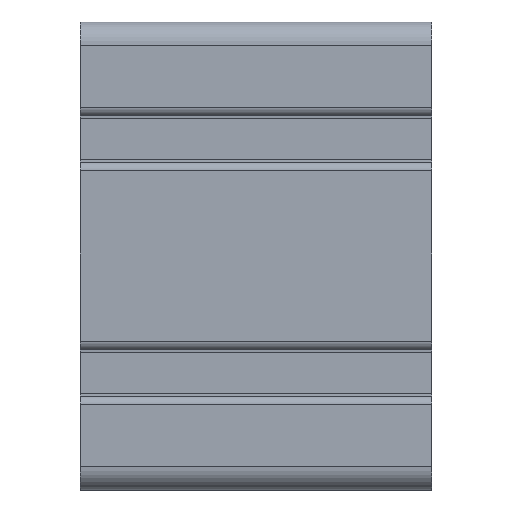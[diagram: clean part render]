
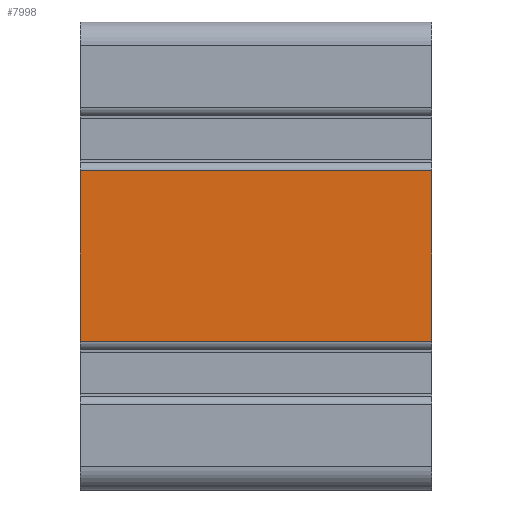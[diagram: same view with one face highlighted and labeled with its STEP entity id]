
A CAD part, left-side view. The second image highlights one B-rep face of the part: STEP entity #7998.
In plain terms, the highlighted planar face has unit normal (-1, 0, 0).
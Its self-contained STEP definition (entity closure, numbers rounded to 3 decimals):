
#406=FACE_OUTER_BOUND('',#832,.T.);
#832=EDGE_LOOP('',(#6193,#6194,#6195,#6196));
#1133=LINE('',#11709,#1935);
#1532=LINE('',#13029,#2334);
#1533=LINE('',#13033,#2335);
#1534=LINE('',#13034,#2336);
#1935=VECTOR('',#9201,10.);
#2334=VECTOR('',#10418,1000.);
#2335=VECTOR('',#10423,1000.);
#2336=VECTOR('',#10424,1000.);
#3194=VERTEX_POINT('',#11706);
#3195=VERTEX_POINT('',#11708);
#3707=VERTEX_POINT('',#13028);
#3708=VERTEX_POINT('',#13032);
#4014=EDGE_CURVE('',#3195,#3194,#1133,.T.);
#4674=EDGE_CURVE('',#3195,#3707,#1532,.T.);
#4676=EDGE_CURVE('',#3194,#3708,#1533,.T.);
#4677=EDGE_CURVE('',#3708,#3707,#1534,.T.);
#6193=ORIENTED_EDGE('',*,*,#4014,.T.);
#6194=ORIENTED_EDGE('',*,*,#4676,.T.);
#6195=ORIENTED_EDGE('',*,*,#4677,.T.);
#6196=ORIENTED_EDGE('',*,*,#4674,.F.);
#7723=PLANE('',#8715);
#7998=ADVANCED_FACE('',(#406),#7723,.F.);
#8715=AXIS2_PLACEMENT_3D('',#13031,#10421,#10422);
#9201=DIRECTION('',(0.,0.,1.));
#10418=DIRECTION('',(0.,1.,0.));
#10421=DIRECTION('center_axis',(1.,0.,0.));
#10422=DIRECTION('ref_axis',(0.,1.,0.));
#10423=DIRECTION('',(0.,1.,0.));
#10424=DIRECTION('',(0.,0.,-1.));
#11706=CARTESIAN_POINT('',(-119.996,-99.996,-5.398));
#11708=CARTESIAN_POINT('',(-119.996,-99.996,-34.609));
#11709=CARTESIAN_POINT('',(-119.996,-99.996,-8.056));
#13028=CARTESIAN_POINT('',(-119.996,-39.996,-34.609));
#13029=CARTESIAN_POINT('',(-119.996,-6039.996,-34.609));
#13031=CARTESIAN_POINT('Origin',(-119.996,-6039.996,-34.609));
#13032=CARTESIAN_POINT('',(-119.996,-39.996,-5.398));
#13033=CARTESIAN_POINT('',(-119.996,-6039.996,-5.398));
#13034=CARTESIAN_POINT('',(-119.996,-39.996,-34.609));
